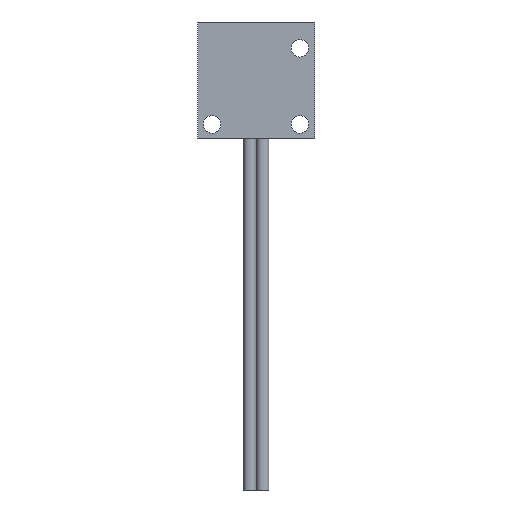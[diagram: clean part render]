
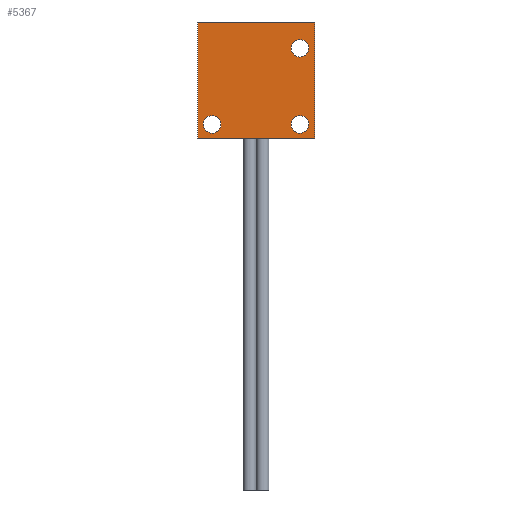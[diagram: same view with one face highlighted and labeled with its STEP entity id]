
A CAD part, front view. The second image highlights one B-rep face of the part: STEP entity #5367.
In plain terms, the highlighted planar face has unit normal (0, -1, 0).
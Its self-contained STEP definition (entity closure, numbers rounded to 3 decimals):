
#1650=DIRECTION('',(0.,0.,-1.));
#1651=VECTOR('',#1650,20.);
#1652=CARTESIAN_POINT('',(-20.,-2.5,0.));
#1653=LINE('',#1652,#1651);
#1654=DIRECTION('',(-1.,0.,0.));
#1655=VECTOR('',#1654,20.);
#1656=CARTESIAN_POINT('',(0.,-2.5,0.));
#1657=LINE('',#1656,#1655);
#1658=DIRECTION('',(0.,0.,1.));
#1659=VECTOR('',#1658,20.);
#1660=CARTESIAN_POINT('',(0.,-2.5,-20.));
#1661=LINE('',#1660,#1659);
#1662=DIRECTION('',(1.,0.,0.));
#1663=VECTOR('',#1662,20.);
#1664=CARTESIAN_POINT('',(-20.,-2.5,-20.));
#1665=LINE('',#1664,#1663);
#1666=CARTESIAN_POINT('',(-2.5,-2.5,-4.5));
#1667=DIRECTION('',(0.,1.,0.));
#1668=DIRECTION('',(0.,0.,-1.));
#1669=AXIS2_PLACEMENT_3D('',#1666,#1667,#1668);
#1671=CARTESIAN_POINT('',(-2.5,-2.5,-4.5));
#1672=DIRECTION('',(0.,1.,0.));
#1673=DIRECTION('',(0.,0.,1.));
#1674=AXIS2_PLACEMENT_3D('',#1671,#1672,#1673);
#1676=CARTESIAN_POINT('',(-2.5,-2.5,-17.5));
#1677=DIRECTION('',(0.,1.,0.));
#1678=DIRECTION('',(0.,0.,-1.));
#1679=AXIS2_PLACEMENT_3D('',#1676,#1677,#1678);
#1681=CARTESIAN_POINT('',(-2.5,-2.5,-17.5));
#1682=DIRECTION('',(0.,1.,0.));
#1683=DIRECTION('',(0.,0.,1.));
#1684=AXIS2_PLACEMENT_3D('',#1681,#1682,#1683);
#1686=CARTESIAN_POINT('',(-17.5,-2.5,-17.5));
#1687=DIRECTION('',(0.,1.,0.));
#1688=DIRECTION('',(0.,0.,-1.));
#1689=AXIS2_PLACEMENT_3D('',#1686,#1687,#1688);
#1691=CARTESIAN_POINT('',(-17.5,-2.5,-17.5));
#1692=DIRECTION('',(0.,1.,0.));
#1693=DIRECTION('',(0.,0.,1.));
#1694=AXIS2_PLACEMENT_3D('',#1691,#1692,#1693);
#1913=CARTESIAN_POINT('',(0.,-2.5,0.));
#1915=VERTEX_POINT('',#1913);
#2082=CARTESIAN_POINT('',(0.,-2.5,-20.));
#2083=VERTEX_POINT('',#2082);
#2086=CARTESIAN_POINT('',(-17.5,-2.5,-16.));
#2087=CARTESIAN_POINT('',(-17.5,-2.5,-19.));
#2088=VERTEX_POINT('',#2086);
#2089=VERTEX_POINT('',#2087);
#2090=CARTESIAN_POINT('',(-20.,-2.5,-20.));
#2091=VERTEX_POINT('',#2090);
#2094=CARTESIAN_POINT('',(-20.,-2.5,0.));
#2095=VERTEX_POINT('',#2094);
#2110=CARTESIAN_POINT('',(-2.5,-2.5,-16.));
#2111=CARTESIAN_POINT('',(-2.5,-2.5,-19.));
#2112=VERTEX_POINT('',#2110);
#2113=VERTEX_POINT('',#2111);
#2148=CARTESIAN_POINT('',(-2.5,-2.5,-3.));
#2149=CARTESIAN_POINT('',(-2.5,-2.5,-6.));
#2150=VERTEX_POINT('',#2148);
#2151=VERTEX_POINT('',#2149);
#5336=CARTESIAN_POINT('',(0.4,-2.5,0.4));
#5337=DIRECTION('',(0.,1.,0.));
#5338=DIRECTION('',(0.,0.,-1.));
#5339=AXIS2_PLACEMENT_3D('',#5336,#5337,#5338);
#5340=PLANE('',#5339);
#5341=ORIENTED_EDGE('',*,*,#5322,.F.);
#5342=ORIENTED_EDGE('',*,*,#5123,.F.);
#5344=ORIENTED_EDGE('',*,*,#5343,.F.);
#5346=ORIENTED_EDGE('',*,*,#5345,.F.);
#5347=EDGE_LOOP('',(#5341,#5342,#5344,#5346));
#5348=FACE_OUTER_BOUND('',#5347,.F.);
#5350=ORIENTED_EDGE('',*,*,#5349,.F.);
#5352=ORIENTED_EDGE('',*,*,#5351,.F.);
#5353=EDGE_LOOP('',(#5350,#5352));
#5354=FACE_BOUND('',#5353,.F.);
#5356=ORIENTED_EDGE('',*,*,#5355,.F.);
#5358=ORIENTED_EDGE('',*,*,#5357,.F.);
#5359=EDGE_LOOP('',(#5356,#5358));
#5360=FACE_BOUND('',#5359,.F.);
#5362=ORIENTED_EDGE('',*,*,#5361,.F.);
#5364=ORIENTED_EDGE('',*,*,#5363,.F.);
#5365=EDGE_LOOP('',(#5362,#5364));
#5366=FACE_BOUND('',#5365,.F.);
#5367=ADVANCED_FACE('',(#5348,#5354,#5360,#5366),#5340,.F.);
#1670=CIRCLE('',#1669,1.5);
#1675=CIRCLE('',#1674,1.5);
#1680=CIRCLE('',#1679,1.5);
#1685=CIRCLE('',#1684,1.5);
#1690=CIRCLE('',#1689,1.5);
#1695=CIRCLE('',#1694,1.5);
#5123=EDGE_CURVE('',#1915,#2095,#1657,.T.);
#5322=EDGE_CURVE('',#2095,#2091,#1653,.T.);
#5343=EDGE_CURVE('',#2083,#1915,#1661,.T.);
#5345=EDGE_CURVE('',#2091,#2083,#1665,.T.);
#5349=EDGE_CURVE('',#2151,#2150,#1670,.T.);
#5351=EDGE_CURVE('',#2150,#2151,#1675,.T.);
#5355=EDGE_CURVE('',#2113,#2112,#1680,.T.);
#5357=EDGE_CURVE('',#2112,#2113,#1685,.T.);
#5361=EDGE_CURVE('',#2089,#2088,#1690,.T.);
#5363=EDGE_CURVE('',#2088,#2089,#1695,.T.);
